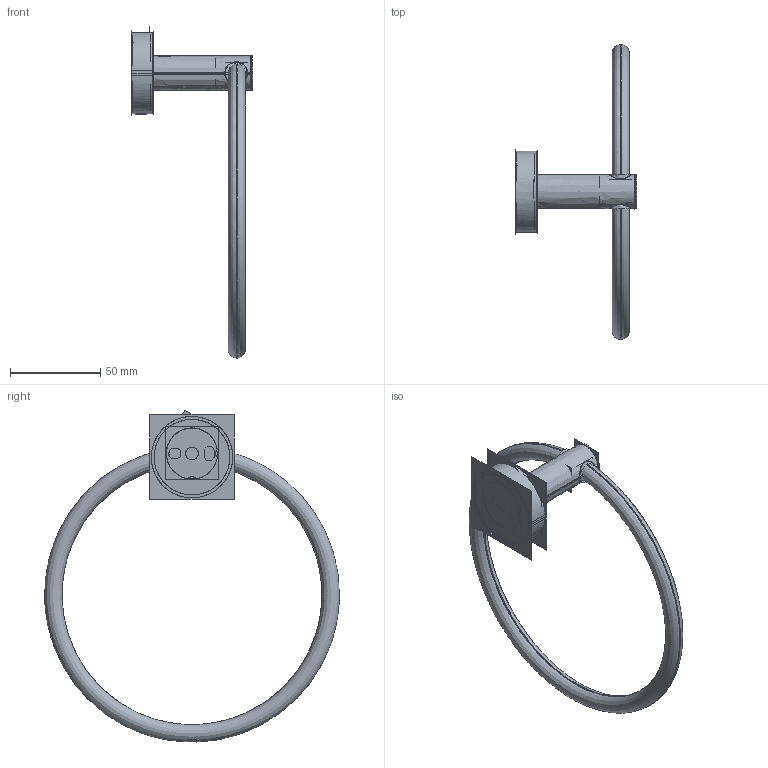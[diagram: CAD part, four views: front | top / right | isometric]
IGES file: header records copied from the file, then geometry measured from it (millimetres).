
Start section:  PTC IGES file: as20182-05-00_asm.igs
Global section: file name: as20182-05-00_asm.igs; native system: Creo Parametric by PTC Inc.; preprocessor: 2018420; author: xuzhenhai; organization: Unknown; date: 20191224.095756; units: millimetre
Bounding box: 67.02 x 163 x 183.52 mm (x, y, z)
Surface area: 448976.6 mm2 (no closed solid volume)
Topology: 0 solids, 0 shells, 1888 faces, 16492 edges, 24304 vertices
Faces by surface type: bspline 1888
